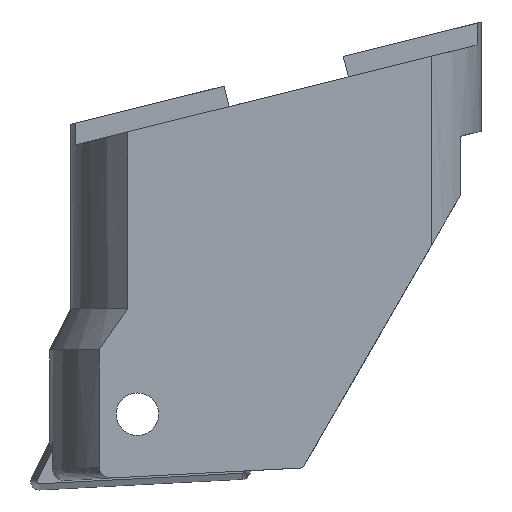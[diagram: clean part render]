
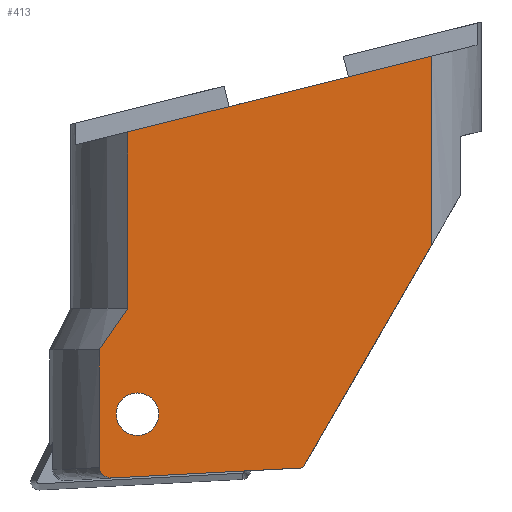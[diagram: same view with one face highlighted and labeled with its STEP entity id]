
A CAD part, front view. The second image highlights one B-rep face of the part: STEP entity #413.
In plain terms, the highlighted planar face has unit normal (0, -1, 0).
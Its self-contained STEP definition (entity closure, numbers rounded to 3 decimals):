
#274=EDGE_CURVE('240[2]',#755,#756,#757,.T.);
#317=EDGE_CURVE('240[2]',#734,#819,#820,.T.);
#330=EDGE_CURVE('240[2]',#819,#665,#838,.T.);
#394=EDGE_CURVE('240[2]',#928,#928,#929,.T.);
#413=ADVANCED_FACE('240[2]',(#951,#952),#953,.F.);
#432=EDGE_CURVE('240[2]',#734,#920,#978,.T.);
#449=EDGE_CURVE('240[2]',#999,#756,#1000,.T.);
#470=EDGE_CURVE('240[2]',#1023,#920,#1024,.T.);
#552=EDGE_CURVE('240[2]',#665,#999,#1125,.T.);
#614=EDGE_CURVE('240[2]',#755,#1023,#1197,.T.);
#665=VERTEX_POINT('NONE',#1247);
#734=VERTEX_POINT('NONE',#1366);
#755=VERTEX_POINT('NONE',#1416);
#756=VERTEX_POINT('NONE',#1417);
#757=LINE('',#1418,#1419);
#819=VERTEX_POINT('NONE',#1518);
#820=LINE('',#1519,#1520);
#838=B_SPLINE_CURVE_WITH_KNOTS('',3,(#1543,#1544,#1545,#1546),.UNSPECIFIED.,.F.,.F.,(4,4),(0.021,0.023),.UNSPECIFIED.);
#920=VERTEX_POINT('NONE',#1709);
#928=VERTEX_POINT('NONE',#1731);
#929=CIRCLE('',#1732,1.007);
#951=FACE_OUTER_BOUND('',#1771,.T.);
#952=FACE_BOUND('',#1772,.T.);
#953=PLANE('',#1773);
#978=LINE('',#1830,#1831);
#999=VERTEX_POINT('NONE',#1866);
#1000=B_SPLINE_CURVE_WITH_KNOTS('',3,(#1867,#1868,#1869,#1870,#1871,#1872,#1873,#1874,#1875,#1876),.UNSPECIFIED.,.F.,.F.,(4,2,2,2,4),(0.0,0.,0.,0.001,0.001),.UNSPECIFIED.);
#1023=VERTEX_POINT('NONE',#1915);
#1024=LINE('',#1916,#1917);
#1125=LINE('',#2104,#2105);
#1197=LINE('',#2239,#2240);
#1247=CARTESIAN_POINT('',(-7.861,-6.5,-15.5));
#1366=CARTESIAN_POINT('',(-6.511,-6.5,-5.197));
#1416=CARTESIAN_POINT('',(1.765,-6.5,-21.079));
#1417=CARTESIAN_POINT('',(-7.174,-6.5,-21.548));
#1418=CARTESIAN_POINT('',(-13.893,-6.5,-21.9));
#1419=VECTOR('',#2355,1000.0);
#1518=CARTESIAN_POINT('',(-6.511,-6.5,-13.537));
#1519=CARTESIAN_POINT('',(-6.511,-6.5,0.));
#1520=VECTOR('',#2415,1000.0);
#1543=CARTESIAN_POINT('',(-6.511,-6.5,-13.537));
#1544=CARTESIAN_POINT('',(-6.975,-6.5,-14.182));
#1545=CARTESIAN_POINT('',(-7.423,-6.5,-14.838));
#1546=CARTESIAN_POINT('',(-7.861,-6.5,-15.5));
#1709=CARTESIAN_POINT('',(7.861,-6.5,-1.614));
#1731=CARTESIAN_POINT('',(-6.058,-6.5,-17.534));
#1732=AXIS2_PLACEMENT_3D('',#2505,#2506,#2507);
#1771=EDGE_LOOP('',(#2517,#2518,#2519,#2520,#2521,#2522,#2523,#2524));
#1772=EDGE_LOOP('',(#2525));
#1773=AXIS2_PLACEMENT_3D('',#2526,#2527,#2528);
#1830=CARTESIAN_POINT('',(-15.363,-6.5,-7.404));
#1831=VECTOR('',#2574,1000.0);
#1866=CARTESIAN_POINT('',(-7.861,-6.5,-21.063));
#1867=CARTESIAN_POINT('',(-7.861,-6.5,-21.063));
#1868=CARTESIAN_POINT('',(-7.861,-6.5,-21.142));
#1869=CARTESIAN_POINT('',(-7.836,-6.5,-21.219));
#1870=CARTESIAN_POINT('',(-7.75,-6.5,-21.35));
#1871=CARTESIAN_POINT('',(-7.689,-6.5,-21.404));
#1872=CARTESIAN_POINT('',(-7.556,-6.5,-21.485));
#1873=CARTESIAN_POINT('',(-7.482,-6.5,-21.512));
#1874=CARTESIAN_POINT('',(-7.33,-6.5,-21.546));
#1875=CARTESIAN_POINT('',(-7.252,-6.5,-21.552));
#1876=CARTESIAN_POINT('',(-7.174,-6.5,-21.548));
#1915=CARTESIAN_POINT('',(7.861,-6.5,-10.522));
#1916=CARTESIAN_POINT('',(7.861,-6.5,-25.0));
#1917=VECTOR('',#2616,1000.0);
#2104=CARTESIAN_POINT('',(-7.861,-6.5,-25.0));
#2105=VECTOR('',#2785,1000.0);
#2239=CARTESIAN_POINT('',(-5.342,-6.5,-33.389));
#2240=VECTOR('',#2878,1000.0);
#2355=DIRECTION('',(-0.999,0.,-0.052));
#2415=DIRECTION('',(0.,0.,-1.0));
#2505=CARTESIAN_POINT('',(-6.058,-6.5,-18.54));
#2506=DIRECTION('',(0.,-1.0,0.));
#2507=DIRECTION('',(0.,0.,1.0));
#2517=ORIENTED_EDGE('',*,*,#552,.T.);
#2518=ORIENTED_EDGE('',*,*,#449,.T.);
#2519=ORIENTED_EDGE('',*,*,#274,.F.);
#2520=ORIENTED_EDGE('',*,*,#614,.T.);
#2521=ORIENTED_EDGE('',*,*,#470,.T.);
#2522=ORIENTED_EDGE('',*,*,#432,.F.);
#2523=ORIENTED_EDGE('',*,*,#317,.T.);
#2524=ORIENTED_EDGE('',*,*,#330,.T.);
#2525=ORIENTED_EDGE('',*,*,#394,.F.);
#2526=CARTESIAN_POINT('',(-9.48,-6.5,-31.0));
#2527=DIRECTION('',(0.,1.0,0.));
#2528=DIRECTION('',(1.0,0.,0.0));
#2574=DIRECTION('',(0.97,0.,0.242));
#2616=DIRECTION('',(0.,0.,1.0));
#2785=DIRECTION('',(0.,0.,-1.0));
#2878=DIRECTION('',(0.5,0.,0.866));
